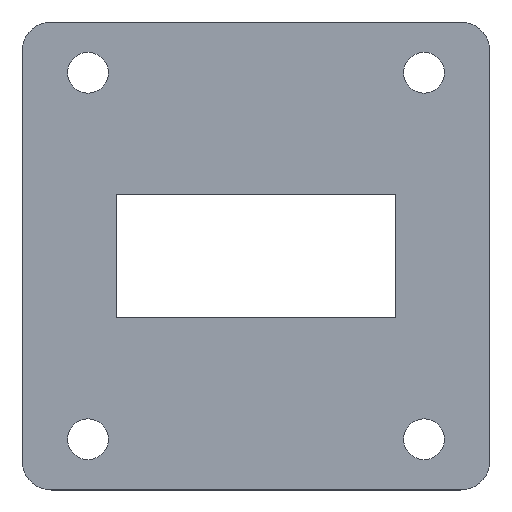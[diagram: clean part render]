
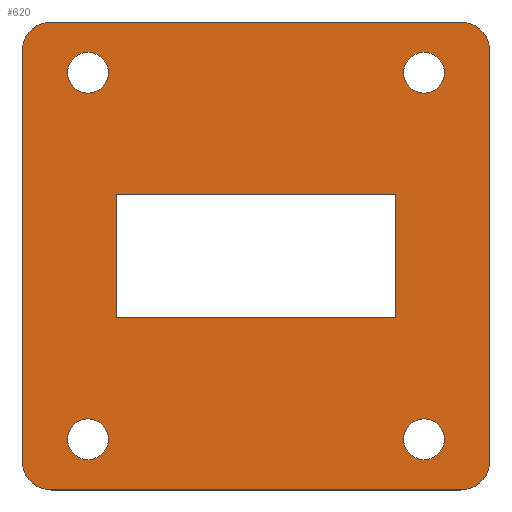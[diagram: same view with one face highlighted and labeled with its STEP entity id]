
A CAD part, top view. The second image highlights one B-rep face of the part: STEP entity #620.
In plain terms, the highlighted planar face has unit normal (0, 0, 1).
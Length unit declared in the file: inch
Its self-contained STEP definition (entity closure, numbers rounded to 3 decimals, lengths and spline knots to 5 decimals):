
#1 = EDGE_LOOP ( 'NONE', ( #600 ) ) ;
#4 = DIRECTION ( 'NONE',  ( 1., 0., 0. ) ) ;
#12 = LINE ( 'NONE', #379, #39 ) ;
#13 = DIRECTION ( 'NONE',  ( -1., 0., 0. ) ) ;
#28 = DIRECTION ( 'NONE',  ( 0., 0., 1. ) ) ;
#29 = LINE ( 'NONE', #51, #458 ) ;
#39 = VECTOR ( 'NONE', #572, 39.37008 ) ;
#44 = EDGE_CURVE ( 'NONE', #431, #431, #642, .T. ) ;
#51 = CARTESIAN_POINT ( 'NONE',  ( -0.561, -0.2485, 0. ) ) ;
#52 = LINE ( 'NONE', #260, #511 ) ;
#54 = ORIENTED_EDGE ( 'NONE', *, *, #129, .T. ) ;
#56 = ORIENTED_EDGE ( 'NONE', *, *, #617, .T. ) ;
#59 = CARTESIAN_POINT ( 'NONE',  ( -0.82283, 0.82283, 0. ) ) ;
#61 = LINE ( 'NONE', #342, #335 ) ;
#67 = VERTEX_POINT ( 'NONE', #391 ) ;
#74 = CARTESIAN_POINT ( 'NONE',  ( -0.82283, -0.94094, 0. ) ) ;
#77 = DIRECTION ( 'NONE',  ( 0., 0., -1. ) ) ;
#88 = CIRCLE ( 'NONE', #370, 0.08209 ) ;
#96 = EDGE_CURVE ( 'NONE', #395, #291, #513, .T. ) ;
#98 = VERTEX_POINT ( 'NONE', #269 ) ;
#116 = ORIENTED_EDGE ( 'NONE', *, *, #282, .T. ) ;
#117 = VECTOR ( 'NONE', #388, 39.37008 ) ;
#118 = CARTESIAN_POINT ( 'NONE',  ( -0.94094, 0.94094, 0. ) ) ;
#125 = CARTESIAN_POINT ( 'NONE',  ( 0.561, -0.2485, 0. ) ) ;
#129 = EDGE_CURVE ( 'NONE', #67, #132, #399, .T. ) ;
#132 = VERTEX_POINT ( 'NONE', #188 ) ;
#134 = AXIS2_PLACEMENT_3D ( 'NONE', #567, #564, #280 ) ;
#153 = VERTEX_POINT ( 'NONE', #364 ) ;
#156 = EDGE_LOOP ( 'NONE', ( #576, #545, #474, #640 ) ) ;
#157 = CIRCLE ( 'NONE', #220, 0.08209 ) ;
#164 = DIRECTION ( 'NONE',  ( -1., 0., 0. ) ) ;
#166 = DIRECTION ( 'NONE',  ( 1., 0., 0. ) ) ;
#168 = LINE ( 'NONE', #118, #192 ) ;
#171 = DIRECTION ( 'NONE',  ( -1., 0., 0. ) ) ;
#172 = CARTESIAN_POINT ( 'NONE',  ( -0.561, 0.2485, 0. ) ) ;
#182 = FACE_BOUND ( 'NONE', #1, .T. ) ;
#185 = VERTEX_POINT ( 'NONE', #367 ) ;
#187 = CARTESIAN_POINT ( 'NONE',  ( 0.82283, 0.82283, 0. ) ) ;
#188 = CARTESIAN_POINT ( 'NONE',  ( 0.94094, -0.82283, 0. ) ) ;
#192 = VECTOR ( 'NONE', #433, 39.37008 ) ;
#206 = VERTEX_POINT ( 'NONE', #464 ) ;
#213 = EDGE_CURVE ( 'NONE', #153, #185, #480, .T. ) ;
#218 = EDGE_CURVE ( 'NONE', #132, #451, #483, .T. ) ;
#220 = AXIS2_PLACEMENT_3D ( 'NONE', #461, #539, #236 ) ;
#221 = CARTESIAN_POINT ( 'NONE',  ( -0.94094, 0.82283, 0. ) ) ;
#224 = DIRECTION ( 'NONE',  ( 0., -1., 0. ) ) ;
#227 = EDGE_CURVE ( 'NONE', #291, #334, #12, .T. ) ;
#228 = CARTESIAN_POINT ( 'NONE',  ( -0.94094, -0.82283, 0. ) ) ;
#231 = DIRECTION ( 'NONE',  ( 1., 0., 0. ) ) ;
#235 = FACE_BOUND ( 'NONE', #505, .T. ) ;
#236 = DIRECTION ( 'NONE',  ( 1., 0., 0. ) ) ;
#237 = AXIS2_PLACEMENT_3D ( 'NONE', #187, #28, #171 ) ;
#240 = FACE_BOUND ( 'NONE', #156, .T. ) ;
#244 = VECTOR ( 'NONE', #426, 39.37008 ) ;
#260 = CARTESIAN_POINT ( 'NONE',  ( 0.561, -0.2485, 0. ) ) ;
#261 = ORIENTED_EDGE ( 'NONE', *, *, #263, .T. ) ;
#263 = EDGE_CURVE ( 'NONE', #466, #67, #61, .T. ) ;
#269 = CARTESIAN_POINT ( 'NONE',  ( 0.82283, 0.94094, 0. ) ) ;
#275 = CARTESIAN_POINT ( 'NONE',  ( 0.82283, -0.82283, 0. ) ) ;
#276 = CIRCLE ( 'NONE', #501, 0.11811 ) ;
#280 = DIRECTION ( 'NONE',  ( 1., 0., 0. ) ) ;
#281 = AXIS2_PLACEMENT_3D ( 'NONE', #275, #616, #381 ) ;
#282 = EDGE_CURVE ( 'NONE', #334, #466, #276, .T. ) ;
#291 = VERTEX_POINT ( 'NONE', #221 ) ;
#292 = CARTESIAN_POINT ( 'NONE',  ( 0., 0., 0. ) ) ;
#298 = FACE_OUTER_BOUND ( 'NONE', #304, .T. ) ;
#304 = EDGE_LOOP ( 'NONE', ( #551, #606, #445, #116, #261, #54, #534, #56 ) ) ;
#312 = VERTEX_POINT ( 'NONE', #597 ) ;
#314 = VERTEX_POINT ( 'NONE', #125 ) ;
#318 = EDGE_CURVE ( 'NONE', #206, #206, #88, .T. ) ;
#321 = ORIENTED_EDGE ( 'NONE', *, *, #318, .F. ) ;
#329 = EDGE_CURVE ( 'NONE', #185, #556, #345, .T. ) ;
#334 = VERTEX_POINT ( 'NONE', #228 ) ;
#335 = VECTOR ( 'NONE', #231, 39.37008 ) ;
#337 = EDGE_CURVE ( 'NONE', #98, #395, #168, .T. ) ;
#342 = CARTESIAN_POINT ( 'NONE',  ( -0.94094, -0.94094, 0. ) ) ;
#345 = LINE ( 'NONE', #569, #482 ) ;
#347 = EDGE_CURVE ( 'NONE', #409, #409, #524, .T. ) ;
#361 = CARTESIAN_POINT ( 'NONE',  ( 0.94094, 0.82283, 0. ) ) ;
#362 = EDGE_CURVE ( 'NONE', #312, #312, #157, .T. ) ;
#364 = CARTESIAN_POINT ( 'NONE',  ( 0.561, 0.2485, 0. ) ) ;
#367 = CARTESIAN_POINT ( 'NONE',  ( -0.561, 0.2485, 0. ) ) ;
#370 = AXIS2_PLACEMENT_3D ( 'NONE', #437, #615, #166 ) ;
#371 = EDGE_LOOP ( 'NONE', ( #321 ) ) ;
#379 = CARTESIAN_POINT ( 'NONE',  ( -0.94094, -0.94094, 0. ) ) ;
#381 = DIRECTION ( 'NONE',  ( -1., 0., 0. ) ) ;
#387 = AXIS2_PLACEMENT_3D ( 'NONE', #292, #77, #527 ) ;
#388 = DIRECTION ( 'NONE',  ( -1., 0., 0. ) ) ;
#390 = FACE_BOUND ( 'NONE', #371, .T. ) ;
#391 = CARTESIAN_POINT ( 'NONE',  ( 0.82283, -0.94094, 0. ) ) ;
#392 = DIRECTION ( 'NONE',  ( 0., 0., 1. ) ) ;
#395 = VERTEX_POINT ( 'NONE', #444 ) ;
#396 = PLANE ( 'NONE',  #387 ) ;
#399 = CIRCLE ( 'NONE', #281, 0.11811 ) ;
#402 = CARTESIAN_POINT ( 'NONE',  ( 0.75807, -0.73701, 0. ) ) ;
#404 = ORIENTED_EDGE ( 'NONE', *, *, #362, .F. ) ;
#409 = VERTEX_POINT ( 'NONE', #402 ) ;
#414 = ORIENTED_EDGE ( 'NONE', *, *, #347, .F. ) ;
#416 = CIRCLE ( 'NONE', #237, 0.11811 ) ;
#426 = DIRECTION ( 'NONE',  ( 0., 1., 0. ) ) ;
#431 = VERTEX_POINT ( 'NONE', #621 ) ;
#433 = DIRECTION ( 'NONE',  ( -1., 0., 0. ) ) ;
#437 = CARTESIAN_POINT ( 'NONE',  ( -0.67598, 0.73701, 0. ) ) ;
#444 = CARTESIAN_POINT ( 'NONE',  ( -0.82283, 0.94094, 0. ) ) ;
#445 = ORIENTED_EDGE ( 'NONE', *, *, #227, .T. ) ;
#449 = DIRECTION ( 'NONE',  ( 1., 0., 0. ) ) ;
#451 = VERTEX_POINT ( 'NONE', #361 ) ;
#458 = VECTOR ( 'NONE', #4, 39.37008 ) ;
#461 = CARTESIAN_POINT ( 'NONE',  ( -0.67598, -0.73701, 0. ) ) ;
#464 = CARTESIAN_POINT ( 'NONE',  ( -0.5939, 0.73701, 0. ) ) ;
#466 = VERTEX_POINT ( 'NONE', #74 ) ;
#474 = ORIENTED_EDGE ( 'NONE', *, *, #475, .F. ) ;
#475 = EDGE_CURVE ( 'NONE', #556, #314, #29, .T. ) ;
#480 = LINE ( 'NONE', #172, #117 ) ;
#482 = VECTOR ( 'NONE', #224, 39.37008 ) ;
#483 = LINE ( 'NONE', #562, #244 ) ;
#501 = AXIS2_PLACEMENT_3D ( 'NONE', #531, #566, #164 ) ;
#505 = EDGE_LOOP ( 'NONE', ( #404 ) ) ;
#511 = VECTOR ( 'NONE', #561, 39.37008 ) ;
#513 = CIRCLE ( 'NONE', #587, 0.11811 ) ;
#524 = CIRCLE ( 'NONE', #555, 0.08209 ) ;
#527 = DIRECTION ( 'NONE',  ( -1., 0., 0. ) ) ;
#528 = EDGE_CURVE ( 'NONE', #314, #153, #52, .T. ) ;
#531 = CARTESIAN_POINT ( 'NONE',  ( -0.82283, -0.82283, 0. ) ) ;
#534 = ORIENTED_EDGE ( 'NONE', *, *, #218, .T. ) ;
#537 = CARTESIAN_POINT ( 'NONE',  ( -0.561, -0.2485, 0. ) ) ;
#539 = DIRECTION ( 'NONE',  ( 0., 0., 1. ) ) ;
#545 = ORIENTED_EDGE ( 'NONE', *, *, #528, .F. ) ;
#551 = ORIENTED_EDGE ( 'NONE', *, *, #337, .T. ) ;
#555 = AXIS2_PLACEMENT_3D ( 'NONE', #586, #392, #449 ) ;
#556 = VERTEX_POINT ( 'NONE', #537 ) ;
#561 = DIRECTION ( 'NONE',  ( 0., 1., 0. ) ) ;
#562 = CARTESIAN_POINT ( 'NONE',  ( 0.94094, -0.94094, 0. ) ) ;
#564 = DIRECTION ( 'NONE',  ( 0., 0., 1. ) ) ;
#566 = DIRECTION ( 'NONE',  ( 0., 0., 1. ) ) ;
#567 = CARTESIAN_POINT ( 'NONE',  ( 0.67598, 0.73701, 0. ) ) ;
#569 = CARTESIAN_POINT ( 'NONE',  ( -0.561, -0.2485, 0. ) ) ;
#572 = DIRECTION ( 'NONE',  ( 0., -1., 0. ) ) ;
#576 = ORIENTED_EDGE ( 'NONE', *, *, #213, .F. ) ;
#586 = CARTESIAN_POINT ( 'NONE',  ( 0.67598, -0.73701, 0. ) ) ;
#587 = AXIS2_PLACEMENT_3D ( 'NONE', #59, #612, #13 ) ;
#597 = CARTESIAN_POINT ( 'NONE',  ( -0.5939, -0.73701, 0. ) ) ;
#600 = ORIENTED_EDGE ( 'NONE', *, *, #44, .F. ) ;
#606 = ORIENTED_EDGE ( 'NONE', *, *, #96, .T. ) ;
#612 = DIRECTION ( 'NONE',  ( 0., 0., 1. ) ) ;
#615 = DIRECTION ( 'NONE',  ( 0., 0., 1. ) ) ;
#616 = DIRECTION ( 'NONE',  ( 0., 0., 1. ) ) ;
#617 = EDGE_CURVE ( 'NONE', #451, #98, #416, .T. ) ;
#620 = ADVANCED_FACE ( 'NONE', ( #240, #235, #632, #182, #390, #298 ), #396, .F. ) ;
#621 = CARTESIAN_POINT ( 'NONE',  ( 0.75807, 0.73701, 0. ) ) ;
#632 = FACE_BOUND ( 'NONE', #634, .T. ) ;
#634 = EDGE_LOOP ( 'NONE', ( #414 ) ) ;
#640 = ORIENTED_EDGE ( 'NONE', *, *, #329, .F. ) ;
#642 = CIRCLE ( 'NONE', #134, 0.08209 ) ;
